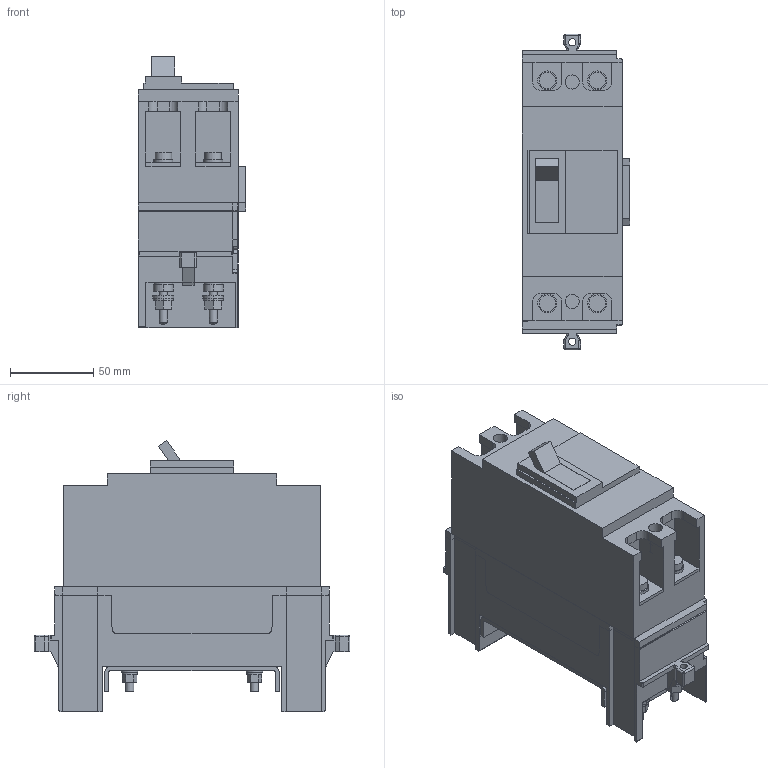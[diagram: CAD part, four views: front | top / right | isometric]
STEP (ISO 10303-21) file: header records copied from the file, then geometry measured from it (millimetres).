
FILE_DESCRIPTION(('CoCreate Modeling STEP Export'),'2;1');
FILE_NAME('Ｓ１００ＮＦ２Ｍ.stp','2016-03-31T11:49:15',(''),(''),'CoCreate Modeling STEP processor for AP214 (Solid Model)','CoCreate Modeling 17.0 01-Apr-2010 (C) Parametric Technology GmbH','');
FILE_SCHEMA(('AUTOMOTIVE_DESIGN { 1 0 10303 214 1 1 1 1 }'));
Length unit declared in the file: millimetre
Products named in the file (17): p4.1; p3.2; p15; p1; p9.2; p5; p6; p7.1; p8; p14; p4; p10.1; p11.3; p12.1; p13.3; p2.3; Ｓ１００ＮＦ２Ｍ
Assembly tree (41 placements, depth 2):
  Ｓ１００ＮＦ２Ｍ
    p2.3  x4
    p13.3  x4
    p12.1  x4
    p11.3  x4
    p10.1  x4
    p4
    p3.2  x4
    p14  x2
    p8  x2
    p7.1  x2
    p6  x2
    p9.2  x4
    p5
    p1
    p15
    p4.1
Bounding box: 64.5 x 190 x 163 mm (x, y, z)
Volume: 1061260.3 mm3; surface area: 183825.9 mm2
Topology: 41 solids, 41 shells, 642 faces, 1561 edges, 1008 vertices
Faces by surface type: plane 345, cylinder 262, torus 22, sphere 13
Entity records: 13218 total; most frequent: CARTESIAN_POINT 2325, ORIENTED_EDGE 2184, DIRECTION 2077, EDGE_CURVE 1092, VECTOR 749, LINE 749, VERTEX_POINT 704, AXIS2_PLACEMENT_3D 664
